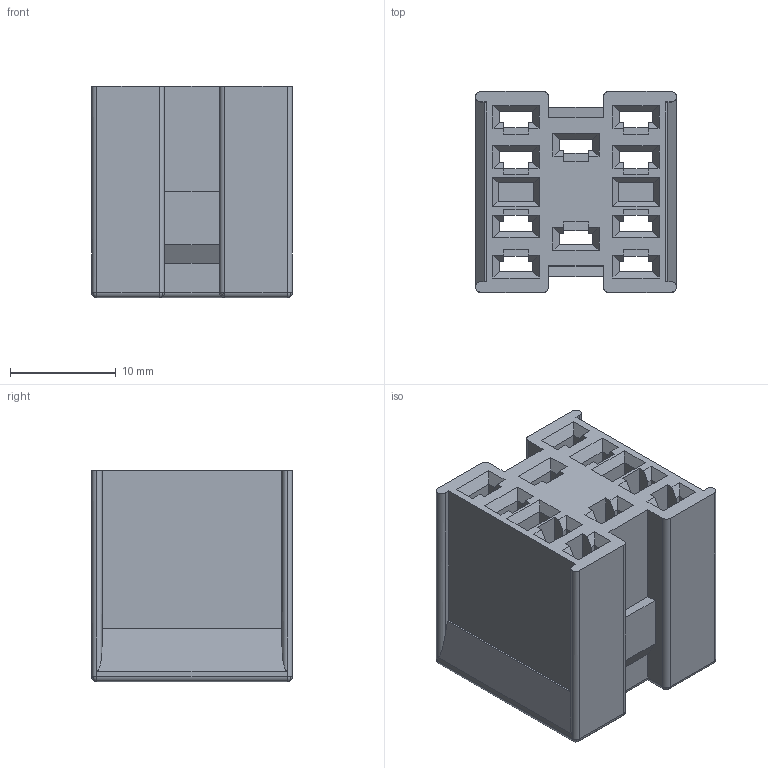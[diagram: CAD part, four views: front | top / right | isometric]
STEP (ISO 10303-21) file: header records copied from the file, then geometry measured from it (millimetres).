
FILE_DESCRIPTION(('STEP AP214'),'1');
FILE_NAME('cctmp_2026A09E-7527-4DD8-875C-5334FD9AA54B_2023_08_14_22_15_15_0478..stp','2023-08-14T20:15:16',('SIEMENS A&D'),('CADClick - www.CADClick.com'),'Spatial InterOp 3D postprocessed',' ','unknown authorization');
FILE_SCHEMA(('AUTOMOTIVE_DESIGN'));
Length unit declared in the file: millimetre
Products named in the file (1): 2023_08_14_22_15_15_0456
Bounding box: 19 x 19 x 20 mm (x, y, z)
Volume: 3443.9 mm3; surface area: 5437.1 mm2
Topology: 1 solids, 1 shells, 511 faces, 1379 edges, 874 vertices
Faces by surface type: plane 378, bspline 93, cylinder 24, sphere 16
Entity records: 22886 total; most frequent: CARTESIAN_POINT 9222, ORIENTED_EDGE 2726, DIRECTION 2059, EDGE_CURVE 1363, LINE 1117, VECTOR 1117, VERTEX_POINT 874, EDGE_LOOP 551
